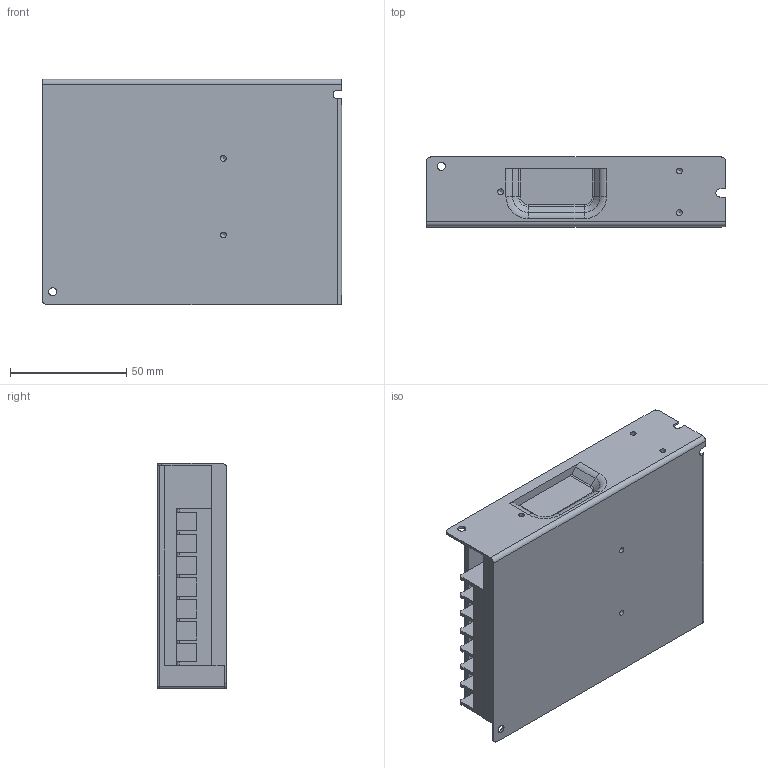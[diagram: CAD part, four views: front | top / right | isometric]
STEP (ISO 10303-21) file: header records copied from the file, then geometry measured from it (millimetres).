
FILE_DESCRIPTION(/* description */ ('STEP AP214'),/* implementation_level */ '2;1');
FILE_NAME(/* name */ 'NA0008.step',/* time_stamp */ '2026-03-02T13:11:23+01:00',/* author */ (''),/* organization */ (''),/* preprocessor_version */ 'ST-DEVELOPER v20.1',/* originating_system */ 'Autodesk Translation Framework v14.24.0.0',/* authorisation */ '');
FILE_SCHEMA (('AUTOMOTIVE_DESIGN { 1 0 10303 214 3 1 1 }'));
Products named in the file (1): PS MW LRS-100-24 Colored
Bounding box: 129 x 30 x 97 mm (x, y, z)
Volume: 320116 mm3; surface area: 50539.2 mm2
Topology: 1 solids, 1 shells, 2081 faces, 5454 edges, 3629 vertices
Faces by surface type: plane 1971, bspline 57, cylinder 41, cone 7, torus 4, sphere 1
Full cylindrical faces by diameter (mm): 2.5 x5, 3.5 x2
Entity records: 67781 total; most frequent: CARTESIAN_POINT 14584, ORIENTED_EDGE 10896, DIRECTION 9507, EDGE_CURVE 5448, LINE 5211, VECTOR 5211, VERTEX_POINT 3629, EDGE_LOOP 2345
